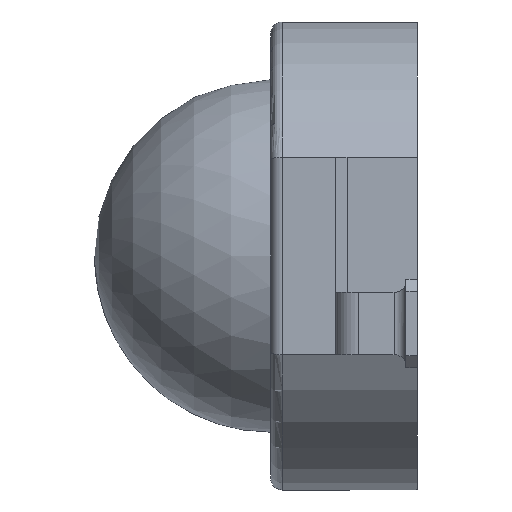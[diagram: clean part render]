
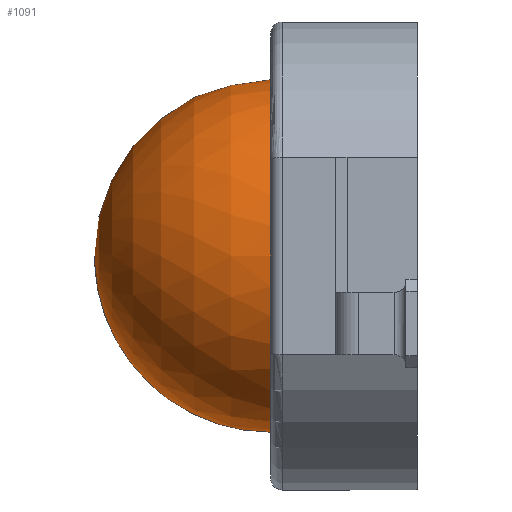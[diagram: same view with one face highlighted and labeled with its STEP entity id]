
A CAD part, left-side view. The second image highlights one B-rep face of the part: STEP entity #1091.
In plain terms, the highlighted spherical face has radius 3 mm.
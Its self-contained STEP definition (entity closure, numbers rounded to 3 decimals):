
#269=SPHERICAL_SURFACE('',#1185,3.);
#357=FACE_OUTER_BOUND('',#436,.T.);
#436=EDGE_LOOP('',(#789));
#514=CIRCLE('',#1186,3.);
#537=VERTEX_POINT('',#1577);
#632=EDGE_CURVE('',#537,#537,#514,.T.);
#789=ORIENTED_EDGE('',*,*,#632,.T.);
#1091=ADVANCED_FACE('',(#357),#269,.T.);
#1185=AXIS2_PLACEMENT_3D('',#1576,#1289,#1290);
#1186=AXIS2_PLACEMENT_3D('',#1578,#1291,#1292);
#1289=DIRECTION('center_axis',(0.,1.,0.));
#1290=DIRECTION('ref_axis',(0.,0.,-1.));
#1291=DIRECTION('center_axis',(0.,1.,0.));
#1292=DIRECTION('ref_axis',(1.,0.,0.));
#1576=CARTESIAN_POINT('Origin',(0.,2.5,0.));
#1577=CARTESIAN_POINT('',(-3.,2.5,0.));
#1578=CARTESIAN_POINT('Origin',(0.,2.5,0.));
